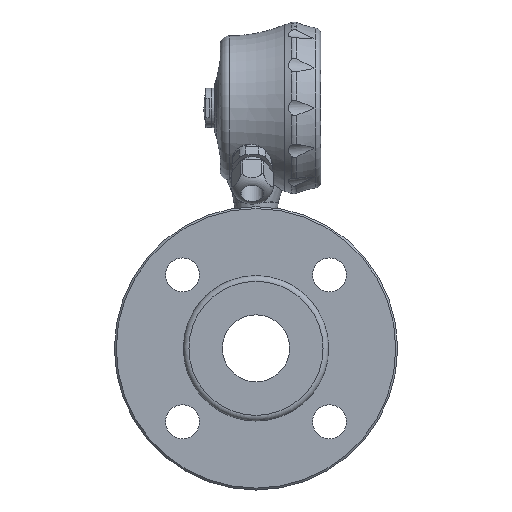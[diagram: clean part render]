
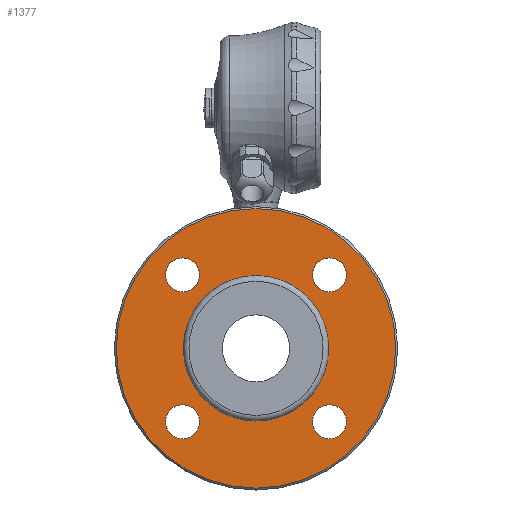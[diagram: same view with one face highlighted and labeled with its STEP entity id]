
A CAD part, front view. The second image highlights one B-rep face of the part: STEP entity #1377.
In plain terms, the highlighted planar face has unit normal (0, -1, 0).
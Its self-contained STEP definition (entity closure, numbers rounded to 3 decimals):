
#1377 = ADVANCED_FACE( '', ( #2932, #2933, #2934, #2935, #2936, #2937 ), #2938, .T. );
#2932 = FACE_OUTER_BOUND( '', #5113, .T. );
#2933 = FACE_BOUND( '', #5114, .T. );
#2934 = FACE_BOUND( '', #5115, .T. );
#2935 = FACE_BOUND( '', #5116, .T. );
#2936 = FACE_BOUND( '', #5117, .T. );
#2937 = FACE_BOUND( '', #5118, .T. );
#2938 = PLANE( '', #5119 );
#5113 = EDGE_LOOP( '', ( #9460 ) );
#5114 = EDGE_LOOP( '', ( #9461 ) );
#5115 = EDGE_LOOP( '', ( #9462 ) );
#5116 = EDGE_LOOP( '', ( #9463 ) );
#5117 = EDGE_LOOP( '', ( #9464 ) );
#5118 = EDGE_LOOP( '', ( #9465 ) );
#5119 = AXIS2_PLACEMENT_3D( '', #9466, #9467, #9468 );
#9460 = ORIENTED_EDGE( '', *, *, #11910, .T. );
#9461 = ORIENTED_EDGE( '', *, *, #10299, .F. );
#9462 = ORIENTED_EDGE( '', *, *, #11901, .F. );
#9463 = ORIENTED_EDGE( '', *, *, #11920, .F. );
#9464 = ORIENTED_EDGE( '', *, *, #11921, .F. );
#9465 = ORIENTED_EDGE( '', *, *, #11850, .F. );
#9466 = CARTESIAN_POINT( '', ( 0., -93., 38.5 ) );
#9467 = DIRECTION( '', ( 0., -1., 0. ) );
#9468 = DIRECTION( '', ( 0., 0., 1. ) );
#10299 = EDGE_CURVE( '', #12057, #12057, #12058, .T. );
#11850 = EDGE_CURVE( '', #14437, #14437, #14438, .T. );
#11901 = EDGE_CURVE( '', #14494, #14494, #14495, .T. );
#11910 = EDGE_CURVE( '', #14505, #14505, #14506, .T. );
#11920 = EDGE_CURVE( '', #14519, #14519, #14520, .T. );
#11921 = EDGE_CURVE( '', #14521, #14521, #14522, .T. );
#12057 = VERTEX_POINT( '', #14665 );
#12058 = CIRCLE( '', #14666, 9. );
#14437 = VERTEX_POINT( '', #20800 );
#14438 = CIRCLE( '', #20801, 38.5 );
#14494 = VERTEX_POINT( '', #21112 );
#14495 = CIRCLE( '', #21113, 9. );
#14505 = VERTEX_POINT( '', #21125 );
#14506 = CIRCLE( '', #21126, 74. );
#14519 = VERTEX_POINT( '', #21145 );
#14520 = CIRCLE( '', #21146, 9. );
#14521 = VERTEX_POINT( '', #21147 );
#14522 = CIRCLE( '', #21148, 9. );
#14665 = CARTESIAN_POINT( '', ( 38.891, -93., -29.891 ) );
#14666 = AXIS2_PLACEMENT_3D( '', #21514, #21515, #21516 );
#20800 = CARTESIAN_POINT( '', ( 0., -93., 38.5 ) );
#20801 = AXIS2_PLACEMENT_3D( '', #23162, #23163, #23164 );
#21112 = CARTESIAN_POINT( '', ( -29.891, -93., -38.891 ) );
#21113 = AXIS2_PLACEMENT_3D( '', #23196, #23197, #23198 );
#21125 = CARTESIAN_POINT( '', ( 0., -93., 74. ) );
#21126 = AXIS2_PLACEMENT_3D( '', #23201, #23202, #23203 );
#21145 = CARTESIAN_POINT( '', ( -38.891, -93., 29.891 ) );
#21146 = AXIS2_PLACEMENT_3D( '', #23213, #23214, #23215 );
#21147 = CARTESIAN_POINT( '', ( 29.891, -93., 38.891 ) );
#21148 = AXIS2_PLACEMENT_3D( '', #23216, #23217, #23218 );
#21514 = CARTESIAN_POINT( '', ( 38.891, -93., -38.891 ) );
#21515 = DIRECTION( '', ( 0., -1., 0. ) );
#21516 = DIRECTION( '', ( 0., 0., 1. ) );
#23162 = CARTESIAN_POINT( '', ( 0., -93., 0. ) );
#23163 = DIRECTION( '', ( 0., -1., 0. ) );
#23164 = DIRECTION( '', ( 0., 0., 1. ) );
#23196 = CARTESIAN_POINT( '', ( -38.891, -93., -38.891 ) );
#23197 = DIRECTION( '', ( 0., -1., 0. ) );
#23198 = DIRECTION( '', ( 1., 0., 0. ) );
#23201 = CARTESIAN_POINT( '', ( 0., -93., 0. ) );
#23202 = DIRECTION( '', ( 0., -1., 0. ) );
#23203 = DIRECTION( '', ( 0., 0., 1. ) );
#23213 = CARTESIAN_POINT( '', ( -38.891, -93., 38.891 ) );
#23214 = DIRECTION( '', ( 0., -1., 0. ) );
#23215 = DIRECTION( '', ( 0., 0., -1. ) );
#23216 = CARTESIAN_POINT( '', ( 38.891, -93., 38.891 ) );
#23217 = DIRECTION( '', ( 0., -1., 0. ) );
#23218 = DIRECTION( '', ( -1., 0., 0. ) );
